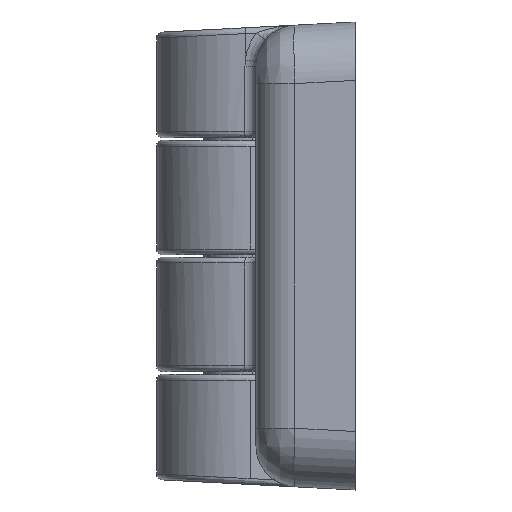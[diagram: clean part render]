
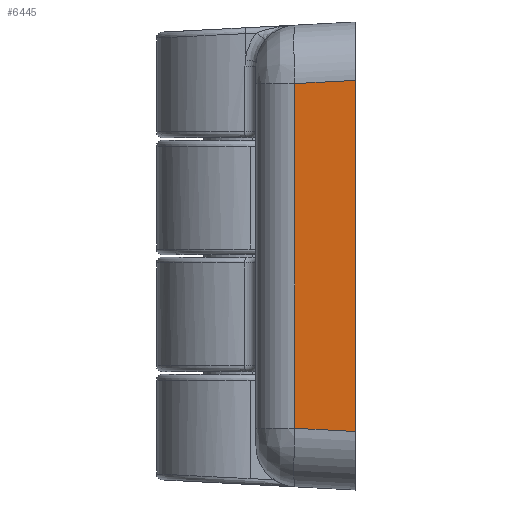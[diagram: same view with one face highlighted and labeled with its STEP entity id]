
A CAD part, left-side view. The second image highlights one B-rep face of the part: STEP entity #6445.
In plain terms, the highlighted face is planar.
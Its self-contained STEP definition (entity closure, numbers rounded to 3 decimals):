
#92 = VERTEX_POINT ( 'NONE', #4330 ) ;
#151 = CARTESIAN_POINT ( 'NONE',  ( 39., -9., 20. ) ) ;
#189 = VERTEX_POINT ( 'NONE', #944 ) ;
#231 = EDGE_CURVE ( 'NONE', #3345, #2888, #4782, .T. ) ;
#241 = CARTESIAN_POINT ( 'NONE',  ( 38.728, -3.817, 20. ) ) ;
#667 = ORIENTED_EDGE ( 'NONE', *, *, #231, .T. ) ;
#674 = DIRECTION ( 'NONE',  ( -0.052, 0.999, 0. ) ) ;
#732 = ORIENTED_EDGE ( 'NONE', *, *, #4542, .T. ) ;
#880 = EDGE_CURVE ( 'NONE', #2888, #92, #6707, .T. ) ;
#944 = CARTESIAN_POINT ( 'NONE',  ( 39., -9., -15.007 ) ) ;
#1065 = VECTOR ( 'NONE', #2310, 1000. ) ;
#1153 = AXIS2_PLACEMENT_3D ( 'NONE', #151, #3712, #674 ) ;
#1439 = VECTOR ( 'NONE', #2721, 1000. ) ;
#1493 = LINE ( 'NONE', #3735, #1439 ) ;
#1627 = ORIENTED_EDGE ( 'NONE', *, *, #880, .T. ) ;
#1803 = CARTESIAN_POINT ( 'NONE',  ( 38.728, -3.817, 14.735 ) ) ;
#2310 = DIRECTION ( 'NONE',  ( 0., 0., 1. ) ) ;
#2327 = VECTOR ( 'NONE', #4646, 1000. ) ;
#2374 = LINE ( 'NONE', #4055, #2327 ) ;
#2721 = DIRECTION ( 'NONE',  ( -0.052, 0.997, 0.052 ) ) ;
#2888 = VERTEX_POINT ( 'NONE', #1803 ) ;
#3162 = CARTESIAN_POINT ( 'NONE',  ( 39.014, -9.26, 15.02 ) ) ;
#3345 = VERTEX_POINT ( 'NONE', #6492 ) ;
#3663 = DIRECTION ( 'NONE',  ( 0.052, -0.997, 0.052 ) ) ;
#3712 = DIRECTION ( 'NONE',  ( 0.999, 0.052, 0. ) ) ;
#3735 = CARTESIAN_POINT ( 'NONE',  ( 38.904, -7.175, -14.911 ) ) ;
#3823 = EDGE_CURVE ( 'NONE', #92, #189, #2374, .T. ) ;
#4055 = CARTESIAN_POINT ( 'NONE',  ( 39., -9., 20. ) ) ;
#4330 = CARTESIAN_POINT ( 'NONE',  ( 39., -9., 15.007 ) ) ;
#4542 = EDGE_CURVE ( 'NONE', #189, #3345, #1493, .T. ) ;
#4646 = DIRECTION ( 'NONE',  ( 0., 0., -1. ) ) ;
#4782 = LINE ( 'NONE', #241, #1065 ) ;
#5298 = PLANE ( 'NONE',  #1153 ) ;
#5463 = FACE_OUTER_BOUND ( 'NONE', #5614, .T. ) ;
#5614 = EDGE_LOOP ( 'NONE', ( #732, #667, #1627, #6352 ) ) ;
#6352 = ORIENTED_EDGE ( 'NONE', *, *, #3823, .T. ) ;
#6445 = ADVANCED_FACE ( 'NONE', ( #5463 ), #5298, .T. ) ;
#6492 = CARTESIAN_POINT ( 'NONE',  ( 38.728, -3.817, -14.735 ) ) ;
#6611 = VECTOR ( 'NONE', #3663, 1000. ) ;
#6707 = LINE ( 'NONE', #3162, #6611 ) ;
